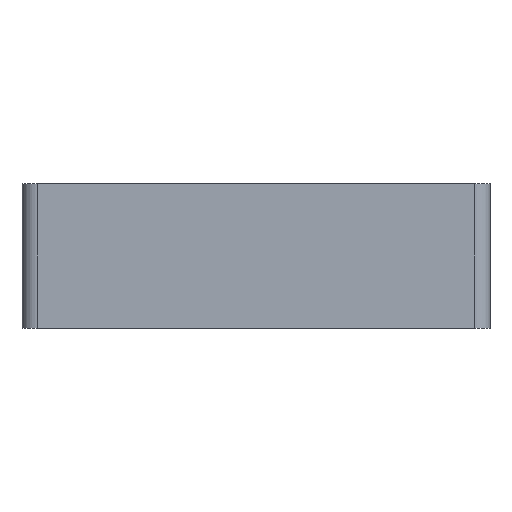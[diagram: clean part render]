
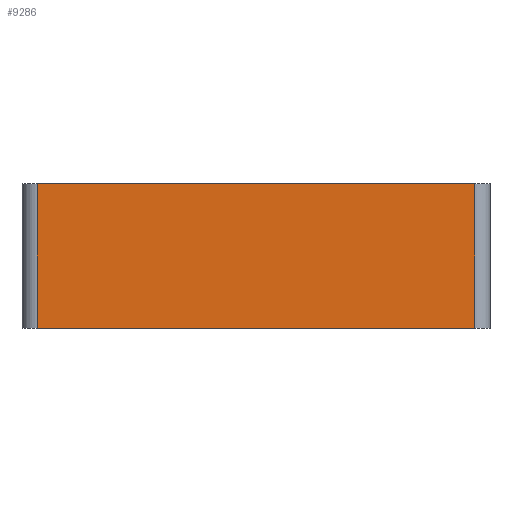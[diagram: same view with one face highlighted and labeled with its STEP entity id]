
A CAD part, left-side view. The second image highlights one B-rep face of the part: STEP entity #9286.
In plain terms, the highlighted planar face has unit normal (-1, 0, 0).
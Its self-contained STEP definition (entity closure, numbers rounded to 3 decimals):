
#277 = DIRECTION ( 'NONE',  ( 1., 0., 0. ) ) ;
#424 = EDGE_CURVE ( 'NONE', #2922, #3064, #6958, .T. ) ;
#496 = DIRECTION ( 'NONE',  ( 0., 0., -1. ) ) ;
#660 = EDGE_CURVE ( 'NONE', #3055, #2176, #3303, .T. ) ;
#899 = ORIENTED_EDGE ( 'NONE', *, *, #424, .F. ) ;
#1170 = AXIS2_PLACEMENT_3D ( 'NONE', #6109, #277, #5312 ) ;
#1328 = ORIENTED_EDGE ( 'NONE', *, *, #6383, .T. ) ;
#1829 = FACE_OUTER_BOUND ( 'NONE', #8343, .T. ) ;
#1863 = VECTOR ( 'NONE', #496, 1000. ) ;
#2107 = CARTESIAN_POINT ( 'NONE',  ( -23.5, 147., 0. ) ) ;
#2176 = VERTEX_POINT ( 'NONE', #9545 ) ;
#2922 = VERTEX_POINT ( 'NONE', #10566 ) ;
#3055 = VERTEX_POINT ( 'NONE', #4055 ) ;
#3064 = VERTEX_POINT ( 'NONE', #3197 ) ;
#3074 = DIRECTION ( 'NONE',  ( 0., -1., 0. ) ) ;
#3197 = CARTESIAN_POINT ( 'NONE',  ( -23.5, 5., 23.5 ) ) ;
#3250 = VECTOR ( 'NONE', #8945, 1000. ) ;
#3273 = ORIENTED_EDGE ( 'NONE', *, *, #5836, .T. ) ;
#3303 = LINE ( 'NONE', #10553, #5902 ) ;
#3491 = PLANE ( 'NONE',  #1170 ) ;
#4055 = CARTESIAN_POINT ( 'NONE',  ( -23.5, 147., -23.5 ) ) ;
#4123 = CARTESIAN_POINT ( 'NONE',  ( -23.5, 152., 23.5 ) ) ;
#4976 = DIRECTION ( 'NONE',  ( 0., -1., 0. ) ) ;
#5312 = DIRECTION ( 'NONE',  ( 0., 0., -1. ) ) ;
#5338 = LINE ( 'NONE', #6521, #3250 ) ;
#5836 = EDGE_CURVE ( 'NONE', #2176, #3064, #5338, .T. ) ;
#5902 = VECTOR ( 'NONE', #3074, 1000. ) ;
#6109 = CARTESIAN_POINT ( 'NONE',  ( -23.5, 152., -18.5 ) ) ;
#6383 = EDGE_CURVE ( 'NONE', #2922, #3055, #7544, .T. ) ;
#6521 = CARTESIAN_POINT ( 'NONE',  ( -23.5, 5., -18.5 ) ) ;
#6958 = LINE ( 'NONE', #4123, #7457 ) ;
#7457 = VECTOR ( 'NONE', #4976, 1000. ) ;
#7544 = LINE ( 'NONE', #2107, #1863 ) ;
#8343 = EDGE_LOOP ( 'NONE', ( #899, #1328, #9374, #3273 ) ) ;
#8945 = DIRECTION ( 'NONE',  ( 0., 0., 1. ) ) ;
#9286 = ADVANCED_FACE ( 'NONE', ( #1829 ), #3491, .F. ) ;
#9374 = ORIENTED_EDGE ( 'NONE', *, *, #660, .T. ) ;
#9545 = CARTESIAN_POINT ( 'NONE',  ( -23.5, 5., -23.5 ) ) ;
#10553 = CARTESIAN_POINT ( 'NONE',  ( -23.5, 152., -23.5 ) ) ;
#10566 = CARTESIAN_POINT ( 'NONE',  ( -23.5, 147., 23.5 ) ) ;
